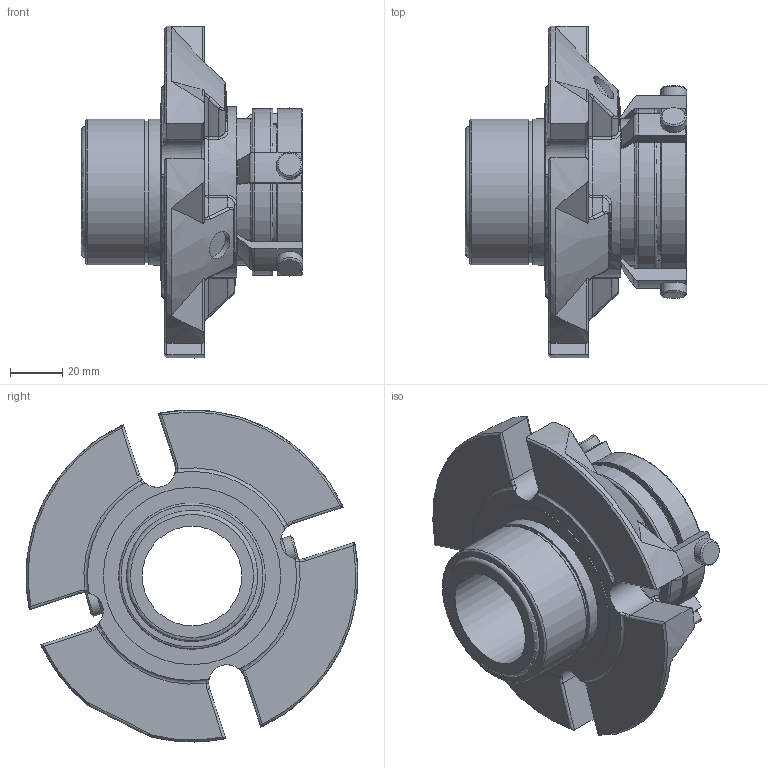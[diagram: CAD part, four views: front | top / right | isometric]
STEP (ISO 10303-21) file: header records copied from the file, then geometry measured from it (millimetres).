
FILE_DESCRIPTION(/* description */ ('Unknown'),/* implementation_level */ '2;1');
FILE_NAME(/* name */ '38mm',/* time_stamp */ '2023-02-06T13:16:50+00:00',/* author */ ('Unknown'),/* organization */ ('Unknown'),/* preprocessor_version */ 'ST-DEVELOPER v16.7',/* originating_system */ 'Solid Edge',/* authorisation */ 'Unknown');
FILE_SCHEMA (('AUTOMOTIVE_DESIGN {1 0 10303 214 3 1 1}'));
Length unit declared in the file: millimetre
Products named in the file (1): 38mm
Bounding box: 84.49 x 126.73 x 126.73 mm (x, y, z)
Volume: 274140.4 mm3; surface area: 57801.4 mm2
Topology: 1 solids, 1 shells, 489 faces, 1268 edges, 809 vertices
Faces by surface type: plane 191, cylinder 136, bspline 76, torus 61, cone 25
Full cylindrical faces by diameter (mm): 2.821 x1, 10 x4, 10.998 x2, 37.998 x1, 50.038 x1, 51.511 x1, 54.026 x1, 55.829 x2, 55.88 x1, 63.754 x1, 67.666 x1
Entity records: 17650 total; most frequent: CARTESIAN_POINT 6615, ORIENTED_EDGE 2428, DIRECTION 2035, EDGE_CURVE 1214, VERTEX_POINT 793, AXIS2_PLACEMENT_3D 777, EDGE_LOOP 565, FACE_BOUND 565
